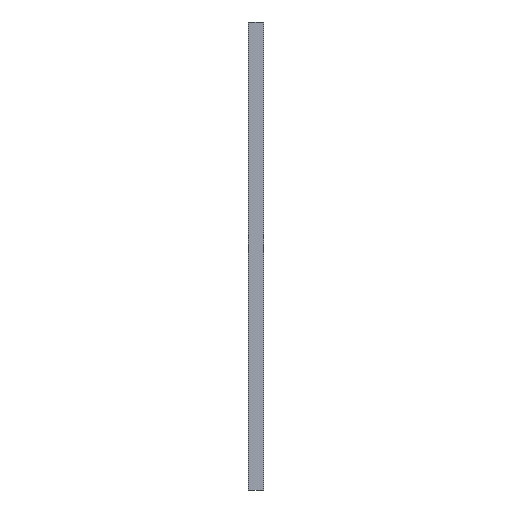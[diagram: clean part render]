
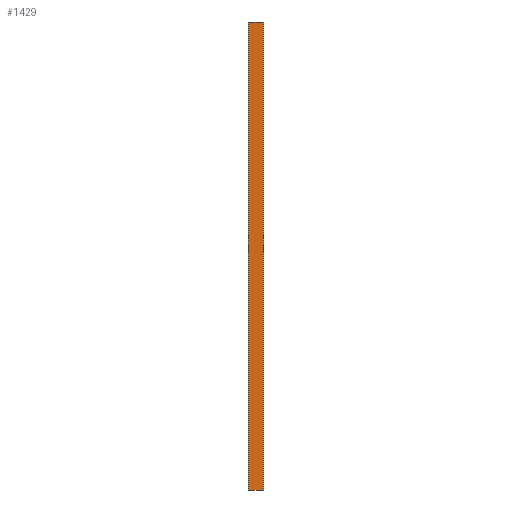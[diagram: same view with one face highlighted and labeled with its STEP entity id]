
A CAD part, left-side view. The second image highlights one B-rep face of the part: STEP entity #1429.
In plain terms, the highlighted planar face has unit normal (-1, 0, 0).
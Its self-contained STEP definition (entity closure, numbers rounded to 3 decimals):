
#78 = EDGE_CURVE ( 'NONE', #972, #913, #283, .T. ) ;
#197 = CARTESIAN_POINT ( 'NONE',  ( 0., 43.991, 3000. ) ) ;
#226 = FACE_OUTER_BOUND ( 'NONE', #1517, .T. ) ;
#273 = CARTESIAN_POINT ( 'NONE',  ( 0., 196., -3000. ) ) ;
#283 = LINE ( 'NONE', #1176, #2081 ) ;
#297 = ORIENTED_EDGE ( 'NONE', *, *, #1618, .T. ) ;
#374 = CARTESIAN_POINT ( 'NONE',  ( 0., 4., 3000. ) ) ;
#632 = DIRECTION ( 'NONE',  ( 0., 0., -1. ) ) ;
#731 = EDGE_CURVE ( 'NONE', #1710, #1100, #1923, .T. ) ;
#770 = PLANE ( 'NONE',  #1076 ) ;
#848 = EDGE_CURVE ( 'NONE', #1710, #972, #1835, .T. ) ;
#891 = DIRECTION ( 'NONE',  ( 0., 0., -1. ) ) ;
#910 = VECTOR ( 'NONE', #1580, 1000. ) ;
#913 = VERTEX_POINT ( 'NONE', #273 ) ;
#916 = DIRECTION ( 'NONE',  ( -1., 0., 0. ) ) ;
#918 = CARTESIAN_POINT ( 'NONE',  ( 0., 4., -3000. ) ) ;
#921 = CARTESIAN_POINT ( 'NONE',  ( 0., 4., 3000. ) ) ;
#932 = VECTOR ( 'NONE', #891, 1000. ) ;
#965 = VECTOR ( 'NONE', #632, 1000. ) ;
#972 = VERTEX_POINT ( 'NONE', #918 ) ;
#1039 = ORIENTED_EDGE ( 'NONE', *, *, #848, .F. ) ;
#1076 = AXIS2_PLACEMENT_3D ( 'NONE', #921, #916, #1433 ) ;
#1100 = VERTEX_POINT ( 'NONE', #1648 ) ;
#1138 = CARTESIAN_POINT ( 'NONE',  ( 0., 196., 3000. ) ) ;
#1176 = CARTESIAN_POINT ( 'NONE',  ( 0., 4., -3000. ) ) ;
#1369 = LINE ( 'NONE', #1138, #965 ) ;
#1429 = ADVANCED_FACE ( 'NONE', ( #226 ), #770, .T. ) ;
#1433 = DIRECTION ( 'NONE',  ( 0., -1., 0. ) ) ;
#1517 = EDGE_LOOP ( 'NONE', ( #1872, #1039, #1662, #297 ) ) ;
#1550 = DIRECTION ( 'NONE',  ( 0., 1., 0. ) ) ;
#1580 = DIRECTION ( 'NONE',  ( 0., 1., 0. ) ) ;
#1618 = EDGE_CURVE ( 'NONE', #1100, #913, #1369, .T. ) ;
#1648 = CARTESIAN_POINT ( 'NONE',  ( 0., 196., 3000. ) ) ;
#1662 = ORIENTED_EDGE ( 'NONE', *, *, #731, .T. ) ;
#1710 = VERTEX_POINT ( 'NONE', #374 ) ;
#1835 = LINE ( 'NONE', #1925, #932 ) ;
#1872 = ORIENTED_EDGE ( 'NONE', *, *, #78, .F. ) ;
#1923 = LINE ( 'NONE', #197, #910 ) ;
#1925 = CARTESIAN_POINT ( 'NONE',  ( 0., 4., 3000. ) ) ;
#2081 = VECTOR ( 'NONE', #1550, 1000. ) ;
